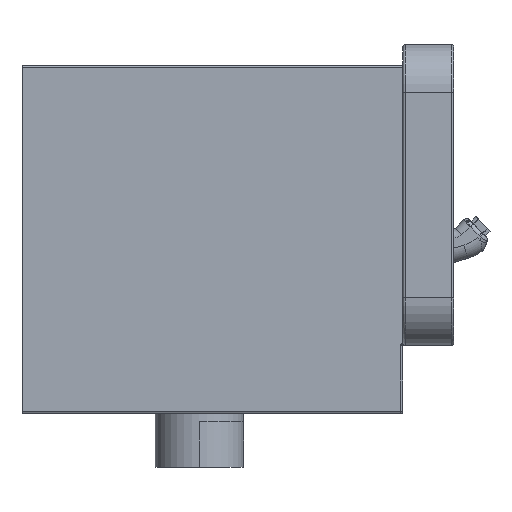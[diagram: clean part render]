
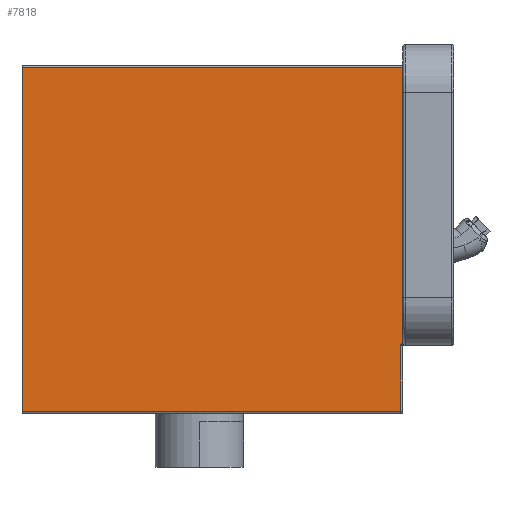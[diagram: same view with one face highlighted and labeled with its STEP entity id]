
A CAD part, front view. The second image highlights one B-rep face of the part: STEP entity #7818.
In plain terms, the highlighted planar face has unit normal (0, -1, 0).
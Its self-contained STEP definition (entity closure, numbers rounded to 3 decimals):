
#1074=CARTESIAN_POINT('',(-37.9,-154.,1.));
#1080=CARTESIAN_POINT('',(-37.9,-154.,152.5));
#1091=DIRECTION('',(0.,0.,-1.));
#1092=VECTOR('',#1091,151.5);
#1093=CARTESIAN_POINT('',(-37.9,-154.,152.5));
#1094=LINE('',#1093,#1092);
#1148=DIRECTION('',(0.,0.,1.));
#1149=VECTOR('',#1148,121.5);
#1150=CARTESIAN_POINT('',(129.9,-154.,31.));
#1151=LINE('',#1150,#1149);
#1187=DIRECTION('',(0.,0.,-1.));
#1188=VECTOR('',#1187,29.);
#1189=CARTESIAN_POINT('',(128.9,-154.,30.));
#1190=LINE('',#1189,#1188);
#1191=DIRECTION('',(-1.,0.,0.));
#1192=VECTOR('',#1191,166.8);
#1193=CARTESIAN_POINT('',(128.9,-154.,1.));
#1194=LINE('',#1193,#1192);
#1195=DIRECTION('',(-1.,0.,0.));
#1196=VECTOR('',#1195,167.8);
#1197=CARTESIAN_POINT('',(129.9,-154.,152.5));
#1198=LINE('',#1197,#1196);
#1199=CARTESIAN_POINT('',(129.9,-154.,30.));
#1200=DIRECTION('',(0.,-1.,0.));
#1201=DIRECTION('',(0.,0.,1.));
#1202=AXIS2_PLACEMENT_3D('',#1199,#1200,#1201);
#5241=CARTESIAN_POINT('',(129.9,-154.,31.));
#5242=VERTEX_POINT('',#5241);
#5245=CARTESIAN_POINT('',(128.9,-154.,30.));
#5246=CARTESIAN_POINT('',(128.9,-154.,1.));
#5247=VERTEX_POINT('',#5245);
#5248=VERTEX_POINT('',#5246);
#5252=VERTEX_POINT('',#1074);
#5253=VERTEX_POINT('',#1080);
#5257=CARTESIAN_POINT('',(129.9,-154.,152.5));
#5258=VERTEX_POINT('',#5257);
#7802=CARTESIAN_POINT('',(129.9,-154.,153.5));
#7803=DIRECTION('',(0.,-1.,0.));
#7804=DIRECTION('',(0.,0.,-1.));
#7805=AXIS2_PLACEMENT_3D('',#7802,#7803,#7804);
#7806=PLANE('',#7805);
#7808=ORIENTED_EDGE('',*,*,#7807,.T.);
#7810=ORIENTED_EDGE('',*,*,#7809,.T.);
#7811=ORIENTED_EDGE('',*,*,#7710,.F.);
#7812=ORIENTED_EDGE('',*,*,#7797,.F.);
#7813=ORIENTED_EDGE('',*,*,#7756,.F.);
#7815=ORIENTED_EDGE('',*,*,#7814,.T.);
#7816=EDGE_LOOP('',(#7808,#7810,#7811,#7812,#7813,#7815));
#7817=FACE_OUTER_BOUND('',#7816,.F.);
#1203=CIRCLE('',#1202,1.);
#7710=EDGE_CURVE('',#5253,#5252,#1094,.T.);
#7756=EDGE_CURVE('',#5242,#5258,#1151,.T.);
#7797=EDGE_CURVE('',#5258,#5253,#1198,.T.);
#7807=EDGE_CURVE('',#5247,#5248,#1190,.T.);
#7809=EDGE_CURVE('',#5248,#5252,#1194,.T.);
#7814=EDGE_CURVE('',#5242,#5247,#1203,.T.);
#7818=ADVANCED_FACE('',(#7817),#7806,.T.);
